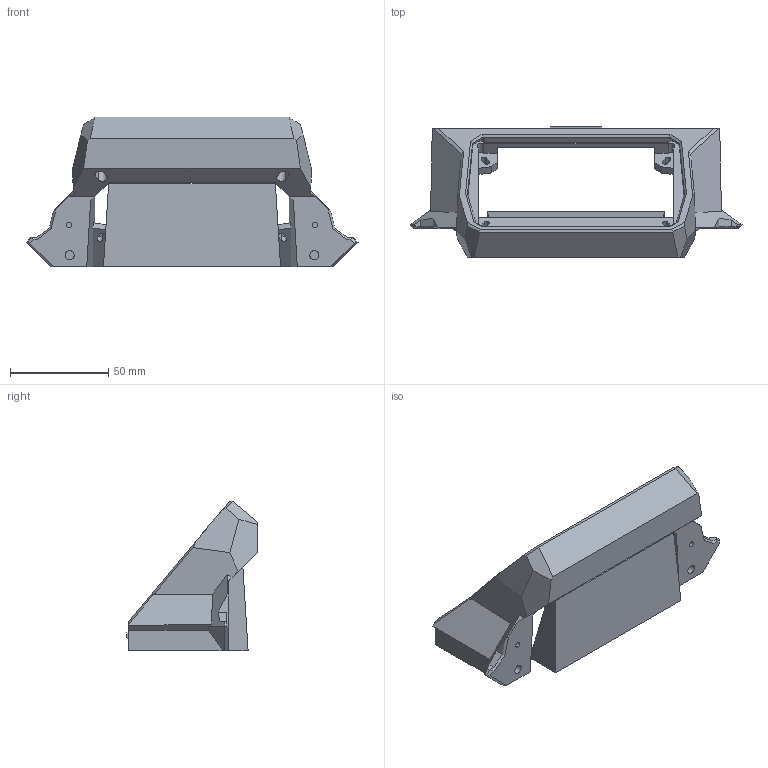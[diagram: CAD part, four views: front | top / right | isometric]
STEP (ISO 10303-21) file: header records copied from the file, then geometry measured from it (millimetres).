
FILE_DESCRIPTION (( 'STEP AP214' ), '1' );
FILE_NAME ('TFT35_Main_housing.STEP', '2024-08-09T09:02:56', ( '' ), ( '' ), 'SwSTEP 2.0', 'SolidWorks 2024', '' );
FILE_SCHEMA (( 'AUTOMOTIVE_DESIGN' ));
Length unit declared in the file: millimetre
Products named in the file (1): TFT35_Main_housing
Bounding box: 169.03 x 66.6 x 76.35 mm (x, y, z)
Volume: 146669.8 mm3; surface area: 52702.5 mm2
Topology: 2 solids, 3 shells, 205 faces, 558 edges, 366 vertices
Faces by surface type: plane 151, cylinder 38, bspline 8, torus 4, cone 4
Entity records: 6598 total; most frequent: CARTESIAN_POINT 1410, ORIENTED_EDGE 1116, DIRECTION 998, EDGE_CURVE 558, VECTOR 422, LINE 422, VERTEX_POINT 366, AXIS2_PLACEMENT_3D 288
